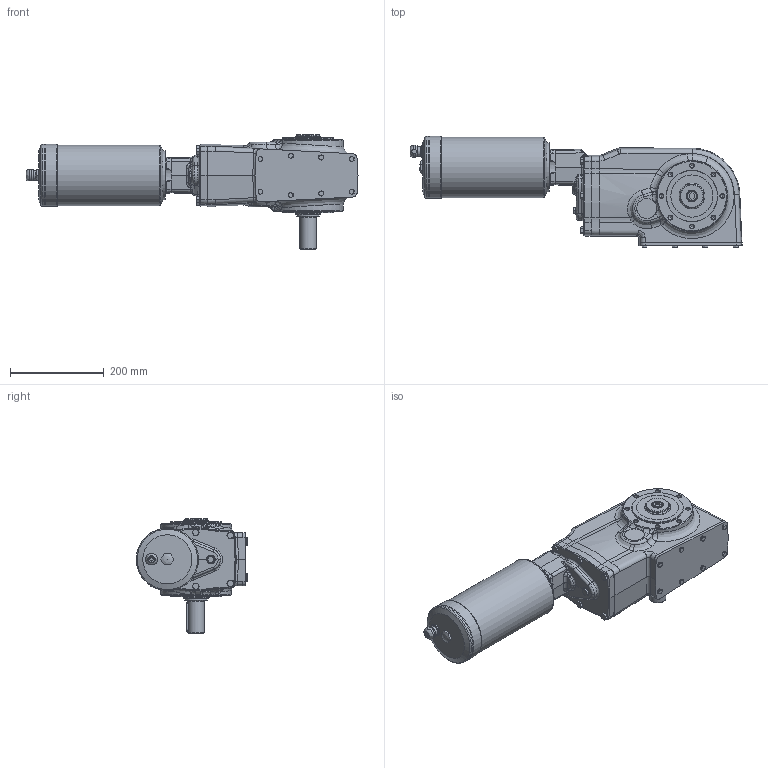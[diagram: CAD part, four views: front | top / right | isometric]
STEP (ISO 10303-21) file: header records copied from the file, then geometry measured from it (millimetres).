
FILE_DESCRIPTION( ( 'Unknown' ), '1' );
FILE_NAME( '7D23DCBDB773A2BF30BDC493F3D7653F.3d.stp', 'Unknown', ( 'Unknown' ), ( 'Unknown' ), 'PSStep 10.1', 'Unknown', ' ' );
FILE_SCHEMA( ( 'AUTOMOTIVE_DESIGN { 1 0 10303 214 1 1 1 1 }' ) );
Length unit declared in the file: millimetre
Products named in the file (1): X74N
Bounding box: 708.9 x 238.1 x 245 mm (x, y, z)
Volume: 12102322.2 mm3; surface area: 474540.9 mm2
Topology: 1 solids, 15 shells, 966 faces, 2281 edges, 1407 vertices
Faces by surface type: plane 334, cylinder 238, cone 192, bspline 143, torus 52, extrusion 4, sphere 3
Full cylindrical faces by diameter (mm): 2.6 x1, 4.134 x2, 4.917 x8, 6 x8, 7 x13, 8 x4, 8.376 x32, 8.9 x8, 9 x4, 10.106 x1, 11.6 x6, 12.5 x1, 13 x4, 13.4 x1, 14 x5, 16.662 x1, 17 x1, 18 x2, 20 x1, 21 x1, 23 x1, 34.6 x1, 35 x2, 40 x1, 42.5 x2, 47 x1, 48 x1, 49.5 x1, 52 x1, 55 x2
Entity records: 52520 total; most frequent: CARTESIAN_POINT 25410, ORIENTED_EDGE 3800, DIRECTION 3778, EDGE_CURVE 1900, AXIS2_PLACEMENT_3D 1580, EDGE_LOOP 1319, VERTEX_POINT 1301, FACE_OUTER_BOUND 1143
